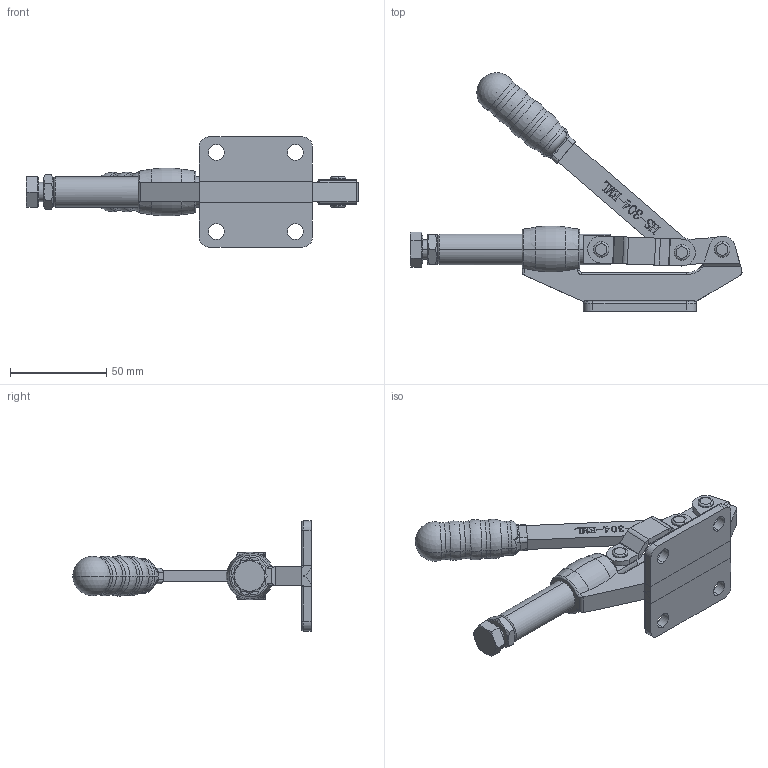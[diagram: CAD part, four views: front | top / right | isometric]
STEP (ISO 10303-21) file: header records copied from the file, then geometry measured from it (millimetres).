
FILE_DESCRIPTION (( 'STEP AP203' ), '1' );
FILE_NAME ('HS-304-EML .STEP', '2019-10-06T08:40:19', ( '微软用户' ), ( '微软中国' ), 'SwSTEP 2.0', 'SolidWorks 2012', '' );
FILE_SCHEMA (( 'CONFIG_CONTROL_DESIGN' ));
Length unit declared in the file: millimetre
Products named in the file (10): HS-304-EML ; 2#忒參杶; 304-EML忒參; hex thin nuts-grades ab-chamfered gb_GB_FASTENER_NUT_STNAB M10-N; hexagon head bolts-full thread gb_GB_FASTENER_BOLT_STBAB A M10X40-N; 挴裝; 种2; 种1; 蟀裝; 菁釱
Assembly tree (11 placements, depth 2):
  HS-304-EML 
    菁釱
    蟀裝  x2
    种1  x2
    种2
    挴裝
    hexagon head bolts-full thread gb_GB_FASTENER_BOLT_STBAB A M10X40-N
    hex thin nuts-grades ab-chamfered gb_GB_FASTENER_NUT_STNAB M10-N
    304-EML忒參
    2#忒參杶
Bounding box: 172.53 x 123.88 x 57.2 mm (x, y, z)
Volume: 89651.1 mm3; surface area: 44923.8 mm2
Topology: 12 solids, 12 shells, 773 faces, 1996 edges, 1268 vertices
Faces by surface type: plane 412, bspline 154, cylinder 121, torus 48, cone 30, sphere 8
Entity records: 30573 total; most frequent: CARTESIAN_POINT 12845, ORIENTED_EDGE 3712, DIRECTION 2971, EDGE_CURVE 1856, VERTEX_POINT 1192, LINE 1147, VECTOR 1147, AXIS2_PLACEMENT_3D 912
